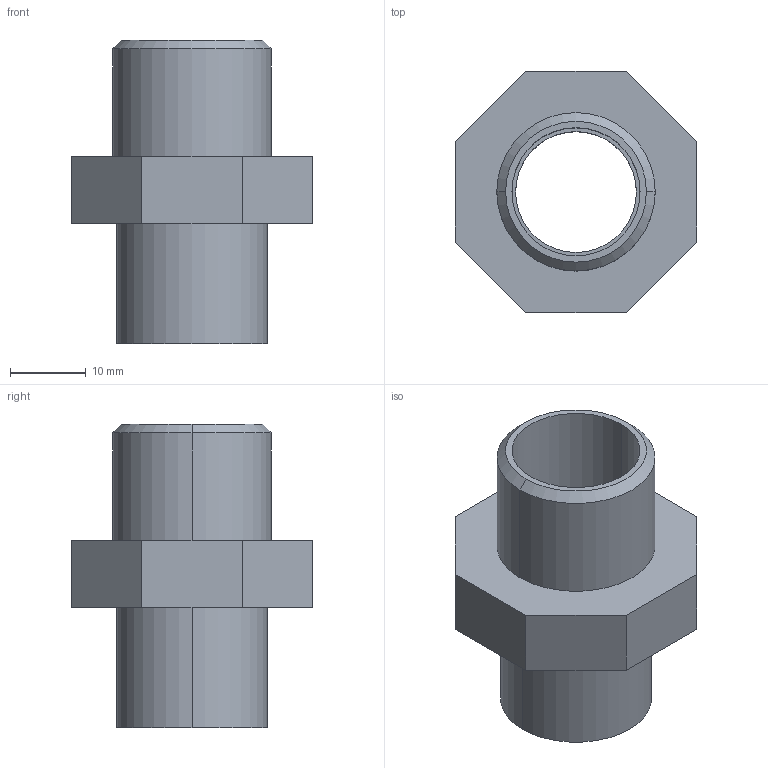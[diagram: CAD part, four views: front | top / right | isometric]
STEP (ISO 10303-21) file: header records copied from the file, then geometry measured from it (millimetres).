
FILE_DESCRIPTION(('STEP AP214'),'1');
FILE_NAME('cctmp_1D397566-781E-4B7F-8BAC-A30EDC16DADD_2022_03_09_09_58_43_0484..stp','2022-03-09T08:58:43',('Praher Valves GmbH'),('CADClick - www.CADClick.com'),'Spatial InterOp 3D',' ','unknown authorization');
FILE_SCHEMA(('AUTOMOTIVE_DESIGN'));
Length unit declared in the file: millimetre
Products named in the file (1): 71292
Bounding box: 32 x 32 x 40.2 mm (x, y, z)
Volume: 9186.3 mm3; surface area: 6291.6 mm2
Topology: 1 solids, 1 shells, 23 faces, 52 edges, 34 vertices
Faces by surface type: plane 13, cylinder 8, cone 2
Entity records: 860 total; most frequent: DIRECTION 118, CARTESIAN_POINT 110, ORIENTED_EDGE 104, EDGE_CURVE 52, AXIS2_PLACEMENT_3D 42, VERTEX_POINT 34, LINE 34, VECTOR 34
